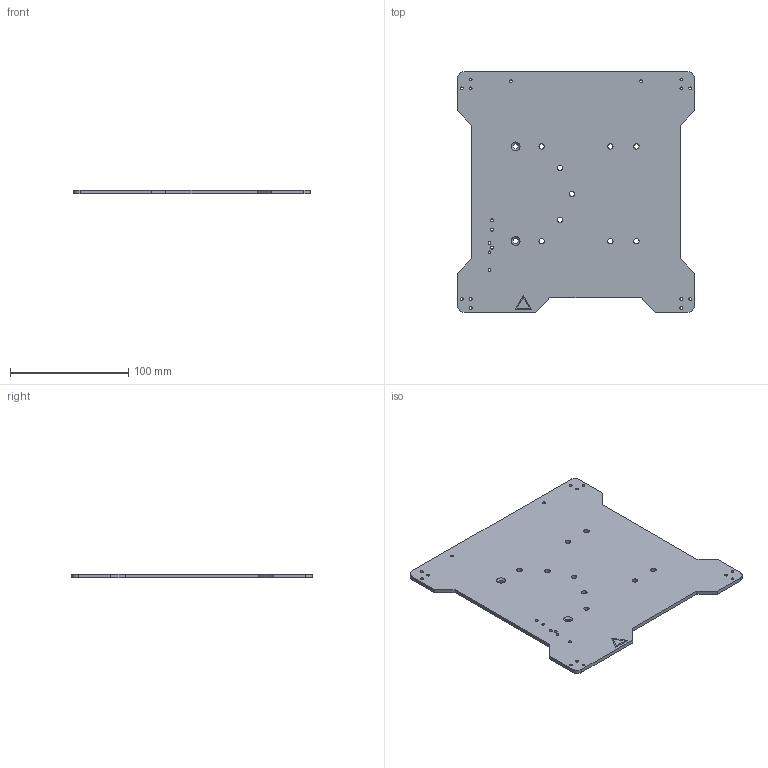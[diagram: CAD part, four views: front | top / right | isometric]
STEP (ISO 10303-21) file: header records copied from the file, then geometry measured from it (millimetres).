
FILE_DESCRIPTION(('FreeCAD Model'),'2;1');
FILE_NAME('bed-mount-plate-mini-white_PP-FP0171.step', '2019-03-20T08:53:48',('Author'),(''), 'Open CASCADE STEP processor 6.9','FreeCAD','Unknown');
FILE_SCHEMA(('AUTOMOTIVE_DESIGN { 1 0 10303 214 1 1 1 1 }'));
Length unit declared in the file: millimetre
Products named in the file (1): Fillet
Bounding box: 200 x 203 x 3.17 mm (x, y, z)
Volume: 115021.4 mm3; surface area: 76065.8 mm2
Topology: 1 solids, 1 shells, 63 faces, 175 edges, 116 vertices
Faces by surface type: cylinder 35, plane 26, cone 2
Full cylindrical faces by diameter (mm): 2.4 x20, 4.5 x11
Entity records: 4479 total; most frequent: CARTESIAN_POINT 745, DIRECTION 715, LINE 379, VECTOR 379, ORIENTED_EDGE 350, PCURVE 350, DEFINITIONAL_REPRESENTATION 350, EDGE_CURVE 175
